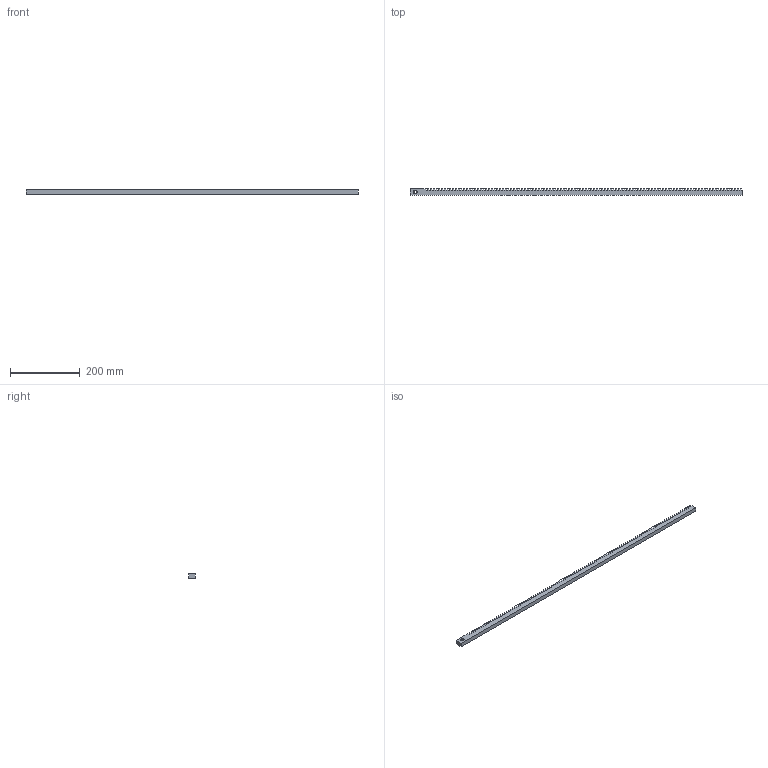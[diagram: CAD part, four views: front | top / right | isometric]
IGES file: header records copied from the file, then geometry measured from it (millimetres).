
Global section: file name: 51145_0197_08; native system: Autodesk Inventor 2022; preprocessor: unknown; author: Nesvadba; date: 20240222.162006; units: millimetre
Bounding box: 950 x 20 x 12 mm (x, y, z)
Volume: 194262.1 mm3; surface area: 66533.1 mm2
Topology: 1 solids, 1 shells, 469 faces, 1403 edges, 936 vertices
Faces by surface type: bspline 469
